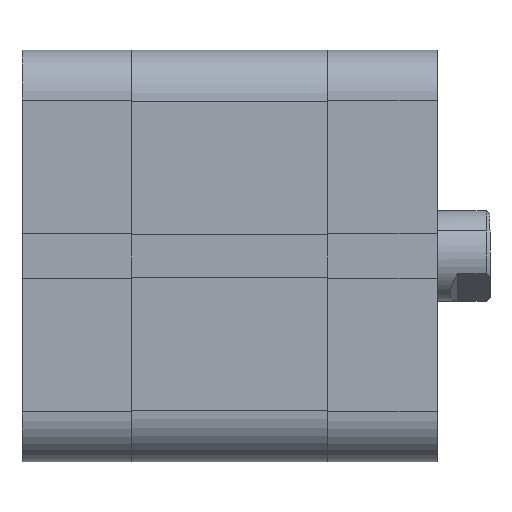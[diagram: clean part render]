
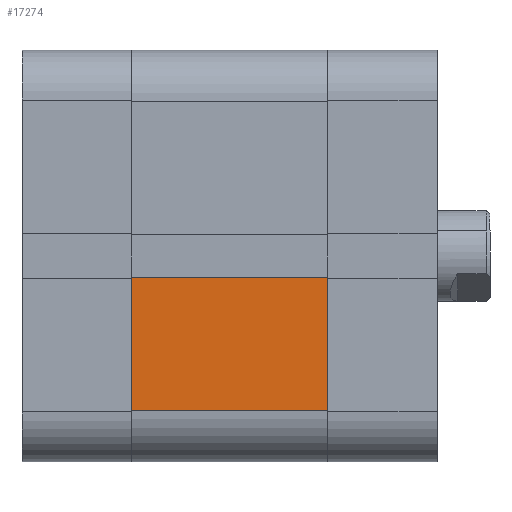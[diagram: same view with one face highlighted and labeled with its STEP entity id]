
A CAD part, front view. The second image highlights one B-rep face of the part: STEP entity #17274.
In plain terms, the highlighted planar face has unit normal (0, -1, 0).
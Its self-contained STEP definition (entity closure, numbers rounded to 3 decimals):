
#501 = ORIENTED_EDGE ( 'NONE', *, *, #26028, .F. ) ;
#1015 = DIRECTION ( 'NONE',  ( 0., 0., -1. ) ) ;
#1346 = VECTOR ( 'NONE', #28028, 1000. ) ;
#1988 = EDGE_CURVE ( 'NONE', #31062, #10590, #10125, .T. ) ;
#3562 = DIRECTION ( 'NONE',  ( 1., 0., 0. ) ) ;
#4630 = CARTESIAN_POINT ( 'NONE',  ( 26., -27.25, -2.8 ) ) ;
#7613 = FACE_OUTER_BOUND ( 'NONE', #9647, .T. ) ;
#7646 = CARTESIAN_POINT ( 'NONE',  ( 26., -27.25, -20.45 ) ) ;
#7925 = DIRECTION ( 'NONE',  ( 0., 1., 0. ) ) ;
#8782 = CARTESIAN_POINT ( 'NONE',  ( 26.001, -27.25, -2.8 ) ) ;
#9647 = EDGE_LOOP ( 'NONE', ( #15267, #30987, #17989, #501 ) ) ;
#10125 = LINE ( 'NONE', #29674, #10761 ) ;
#10590 = VERTEX_POINT ( 'NONE', #27500 ) ;
#10761 = VECTOR ( 'NONE', #1015, 1000. ) ;
#12821 = PLANE ( 'NONE',  #31037 ) ;
#15040 = DIRECTION ( 'NONE',  ( 0., 0., 1. ) ) ;
#15084 = EDGE_CURVE ( 'NONE', #27374, #31062, #23125, .T. ) ;
#15267 = ORIENTED_EDGE ( 'NONE', *, *, #15084, .T. ) ;
#16087 = EDGE_CURVE ( 'NONE', #10590, #19190, #18202, .T. ) ;
#17256 = DIRECTION ( 'NONE',  ( 0., 0., -1. ) ) ;
#17274 = ADVANCED_FACE ( 'NONE', ( #7613 ), #12821, .F. ) ;
#17989 = ORIENTED_EDGE ( 'NONE', *, *, #16087, .T. ) ;
#18202 = LINE ( 'NONE', #25124, #22021 ) ;
#19190 = VERTEX_POINT ( 'NONE', #7646 ) ;
#22021 = VECTOR ( 'NONE', #3562, 1000. ) ;
#22286 = CARTESIAN_POINT ( 'NONE',  ( 26., -27.25, -27.25 ) ) ;
#23125 = LINE ( 'NONE', #8782, #1346 ) ;
#25124 = CARTESIAN_POINT ( 'NONE',  ( 26., -27.25, -20.45 ) ) ;
#25229 = CARTESIAN_POINT ( 'NONE',  ( 0., -27.25, -2.8 ) ) ;
#26028 = EDGE_CURVE ( 'NONE', #27374, #19190, #29390, .T. ) ;
#26164 = VECTOR ( 'NONE', #17256, 1000. ) ;
#27374 = VERTEX_POINT ( 'NONE', #4630 ) ;
#27500 = CARTESIAN_POINT ( 'NONE',  ( 0., -27.25, -20.45 ) ) ;
#28028 = DIRECTION ( 'NONE',  ( -1., 0., 0. ) ) ;
#29390 = LINE ( 'NONE', #22286, #26164 ) ;
#29530 = CARTESIAN_POINT ( 'NONE',  ( 26., -27.25, -27.25 ) ) ;
#29674 = CARTESIAN_POINT ( 'NONE',  ( 0., -27.25, -27.25 ) ) ;
#30987 = ORIENTED_EDGE ( 'NONE', *, *, #1988, .T. ) ;
#31037 = AXIS2_PLACEMENT_3D ( 'NONE', #29530, #7925, #15040 ) ;
#31062 = VERTEX_POINT ( 'NONE', #25229 ) ;
